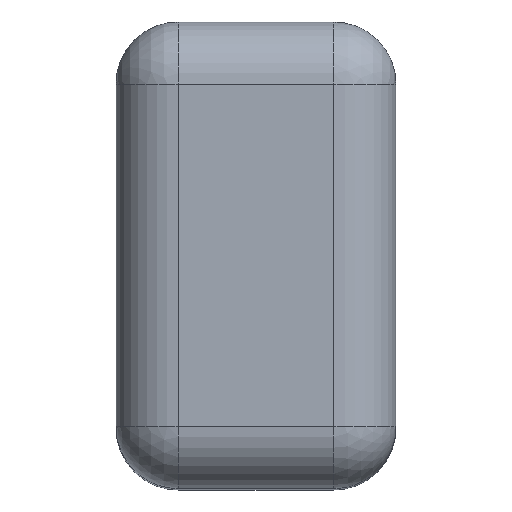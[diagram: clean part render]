
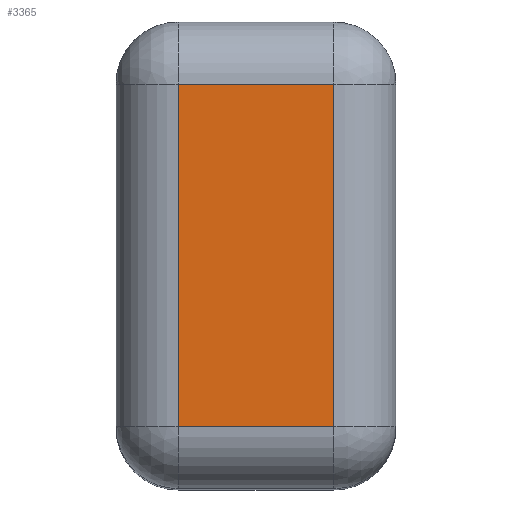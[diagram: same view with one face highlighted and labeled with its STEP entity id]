
A CAD part, top view. The second image highlights one B-rep face of the part: STEP entity #3365.
In plain terms, the highlighted planar face has unit normal (0, 0, 1).
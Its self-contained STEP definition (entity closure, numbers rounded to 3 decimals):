
#3365=ADVANCED_FACE('',(#6153),#6155,.T.);
#6153=FACE_BOUND('',#6154,.T.);
#6154=EDGE_LOOP('',(#8517,#8518,#8519,#8520));
#6155=PLANE('',#6156);
#6156=AXIS2_PLACEMENT_3D('',#6157,#6158,#6159);
#6157=CARTESIAN_POINT('',(0.,0.,14.5));
#6158=DIRECTION('',(0.,0.,1.));
#6159=DIRECTION('',(1.,0.,0.));
#8517=ORIENTED_EDGE('',*,*,#9681,.T.);
#8518=ORIENTED_EDGE('',*,*,#9682,.T.);
#8519=ORIENTED_EDGE('',*,*,#9656,.T.);
#8520=ORIENTED_EDGE('',*,*,#9683,.T.);
#9656=EDGE_CURVE('',#11478,#11476,#11479,.T.);
#9681=EDGE_CURVE('',#11520,#11521,#11522,.T.);
#9682=EDGE_CURVE('',#11521,#11478,#11523,.T.);
#9683=EDGE_CURVE('',#11476,#11520,#11524,.T.);
#11476=VERTEX_POINT('',#15683);
#11478=VERTEX_POINT('',#15688);
#11479=LINE('',#15689,#15690);
#11520=VERTEX_POINT('',#15843);
#11521=VERTEX_POINT('',#15844);
#11522=LINE('',#15845,#15846);
#11523=LINE('',#15848,#15849);
#11524=LINE('',#15851,#15852);
#15683=CARTESIAN_POINT('',(-1.25,-2.75,14.5));
#15688=CARTESIAN_POINT('',(-1.25,2.75,14.5));
#15689=CARTESIAN_POINT('',(-1.25,2.75,14.5));
#15690=VECTOR('',#15691,1.);
#15691=DIRECTION('',(0.,-1.,0.));
#15843=CARTESIAN_POINT('',(1.25,-2.75,14.5));
#15844=CARTESIAN_POINT('',(1.25,2.75,14.5));
#15845=CARTESIAN_POINT('',(1.25,-2.75,14.5));
#15846=VECTOR('',#15847,1.);
#15847=DIRECTION('',(0.,1.,0.));
#15848=CARTESIAN_POINT('',(1.25,2.75,14.5));
#15849=VECTOR('',#15850,1.);
#15850=DIRECTION('',(-1.,0.,0.));
#15851=CARTESIAN_POINT('',(-1.25,-2.75,14.5));
#15852=VECTOR('',#15853,1.);
#15853=DIRECTION('',(1.,0.,0.));
